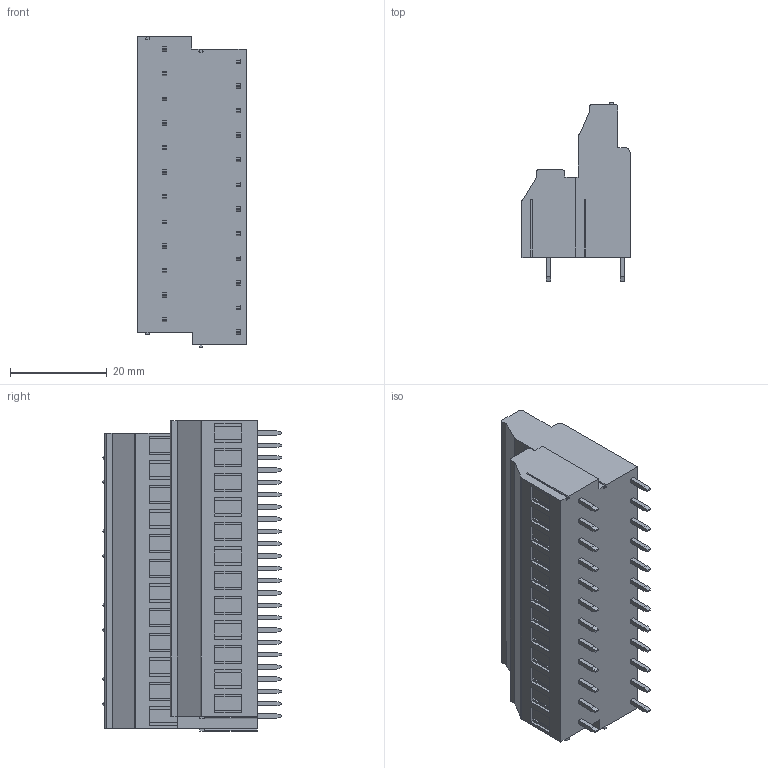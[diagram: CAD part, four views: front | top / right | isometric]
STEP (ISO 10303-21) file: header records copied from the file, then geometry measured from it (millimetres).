
FILE_DESCRIPTION((''),'2;1');
FILE_NAME('TL324VM2','2025-01-11T',('yanfa'),(''),'PRO/ENGINEER BY PARAMETRIC TECHNOLOGY CORPORATION, 2009280','PRO/ENGINEER BY PARAMETRIC TECHNOLOGY CORPORATION, 2009280','');
FILE_SCHEMA(('AUTOMOTIVE_DESIGN_CC2 { 1 2 10303 214 -1 1 5 2 }'));
Length unit declared in the file: millimetre
Products named in the file (1): TL324VM2
Bounding box: 22.3 x 37 x 64.1 mm (x, y, z)
Volume: 29503.6 mm3; surface area: 9412.3 mm2
Topology: 1 solids, 1 shells, 783 faces, 2111 edges, 1382 vertices
Faces by surface type: plane 608, cylinder 111, torus 48, sphere 16
Entity records: 24591 total; most frequent: CARTESIAN_POINT 4788, ORIENTED_EDGE 4190, DIRECTION 3963, EDGE_CURVE 2095, VECTOR 1601, LINE 1601, VERTEX_POINT 1382, AXIS2_PLACEMENT_3D 1181
